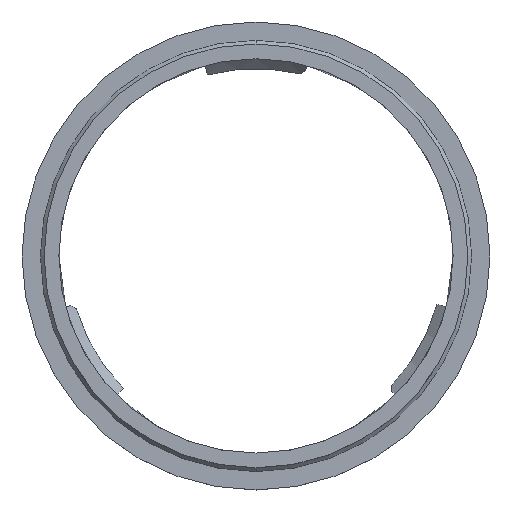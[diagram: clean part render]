
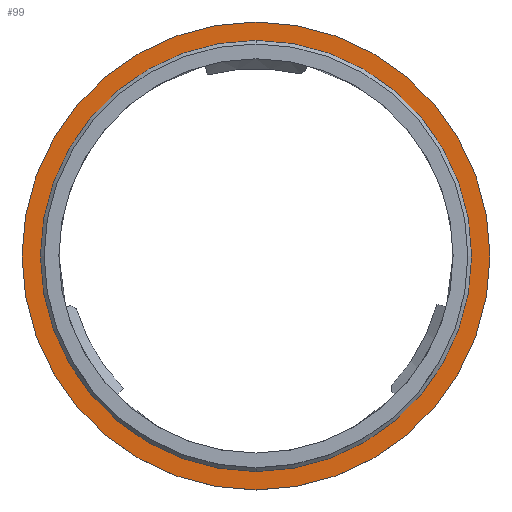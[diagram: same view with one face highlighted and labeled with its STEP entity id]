
A CAD part, top view. The second image highlights one B-rep face of the part: STEP entity #99.
In plain terms, the highlighted planar face has unit normal (0, 0, 1).
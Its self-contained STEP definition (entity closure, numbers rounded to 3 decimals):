
#21 = CARTESIAN_POINT ( 'NONE',  ( 0., 58.5, 4. ) ) ;
#59 = DIRECTION ( 'NONE',  ( 0., 0., -1. ) ) ;
#74 = AXIS2_PLACEMENT_3D ( 'NONE', #174, #619, #101 ) ;
#83 = CARTESIAN_POINT ( 'NONE',  ( 0., -58.5, 4. ) ) ;
#99 = ADVANCED_FACE ( 'NONE', ( #704, #817 ), #185, .T. ) ;
#101 = DIRECTION ( 'NONE',  ( 0., -1., 0. ) ) ;
#115 = EDGE_CURVE ( 'NONE', #468, #948, #208, .T. ) ;
#120 = DIRECTION ( 'NONE',  ( 0., 0., 1. ) ) ;
#143 = ORIENTED_EDGE ( 'NONE', *, *, #635, .T. ) ;
#174 = CARTESIAN_POINT ( 'NONE',  ( 0., 0., 4. ) ) ;
#185 = PLANE ( 'NONE',  #615 ) ;
#208 = CIRCLE ( 'NONE', #665, 63.5 ) ;
#250 = EDGE_LOOP ( 'NONE', ( #815, #143 ) ) ;
#264 = CARTESIAN_POINT ( 'NONE',  ( 0., 57.5, 4. ) ) ;
#321 = EDGE_CURVE ( 'NONE', #606, #518, #668, .T. ) ;
#345 = CARTESIAN_POINT ( 'NONE',  ( 0., -63.5, 4. ) ) ;
#391 = AXIS2_PLACEMENT_3D ( 'NONE', #500, #59, #934 ) ;
#444 = CARTESIAN_POINT ( 'NONE',  ( 0., 0., 4. ) ) ;
#468 = VERTEX_POINT ( 'NONE', #802 ) ;
#475 = CARTESIAN_POINT ( 'NONE',  ( 0., 0., 4. ) ) ;
#486 = DIRECTION ( 'NONE',  ( 0., 1., 0. ) ) ;
#500 = CARTESIAN_POINT ( 'NONE',  ( 0., 0., 4. ) ) ;
#518 = VERTEX_POINT ( 'NONE', #83 ) ;
#585 = DIRECTION ( 'NONE',  ( 0., -1., 0. ) ) ;
#606 = VERTEX_POINT ( 'NONE', #21 ) ;
#609 = AXIS2_PLACEMENT_3D ( 'NONE', #444, #788, #585 ) ;
#615 = AXIS2_PLACEMENT_3D ( 'NONE', #264, #120, #901 ) ;
#619 = DIRECTION ( 'NONE',  ( 0., 0., -1. ) ) ;
#634 = EDGE_LOOP ( 'NONE', ( #756, #723 ) ) ;
#635 = EDGE_CURVE ( 'NONE', #518, #606, #907, .T. ) ;
#647 = CIRCLE ( 'NONE', #391, 63.5 ) ;
#665 = AXIS2_PLACEMENT_3D ( 'NONE', #475, #766, #486 ) ;
#668 = CIRCLE ( 'NONE', #609, 58.5 ) ;
#704 = FACE_BOUND ( 'NONE', #250, .T. ) ;
#723 = ORIENTED_EDGE ( 'NONE', *, *, #861, .F. ) ;
#756 = ORIENTED_EDGE ( 'NONE', *, *, #115, .F. ) ;
#766 = DIRECTION ( 'NONE',  ( 0., 0., -1. ) ) ;
#788 = DIRECTION ( 'NONE',  ( 0., 0., -1. ) ) ;
#802 = CARTESIAN_POINT ( 'NONE',  ( 0., 63.5, 4. ) ) ;
#815 = ORIENTED_EDGE ( 'NONE', *, *, #321, .T. ) ;
#817 = FACE_OUTER_BOUND ( 'NONE', #634, .T. ) ;
#861 = EDGE_CURVE ( 'NONE', #948, #468, #647, .T. ) ;
#901 = DIRECTION ( 'NONE',  ( 0., -1., 0. ) ) ;
#907 = CIRCLE ( 'NONE', #74, 58.5 ) ;
#934 = DIRECTION ( 'NONE',  ( 0., 1., 0. ) ) ;
#948 = VERTEX_POINT ( 'NONE', #345 ) ;
